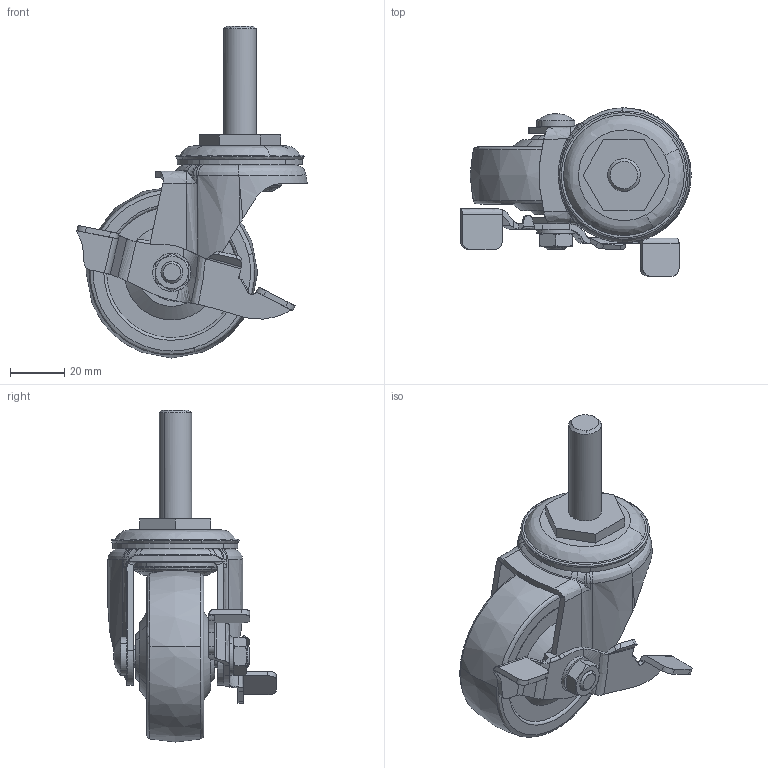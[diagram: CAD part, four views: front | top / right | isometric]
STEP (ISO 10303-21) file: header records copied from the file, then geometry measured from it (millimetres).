
FILE_DESCRIPTION((''),'2;1');
FILE_NAME('','2006-01-18T13:21:51',(''),(''),'','CADfix','');
FILE_SCHEMA(('AUTOMOTIVE_DESIGN'));
Length unit declared in the file: millimetre
Products named in the file (6): lever; axle; wheel; main shaft; body; No_305S_8972_36
Assembly tree (5 placements, depth 2):
  No_305S_8972_36
    lever
    axle
    wheel
    main shaft
    body
Bounding box: 84.7 x 61.75 x 122 mm (x, y, z)
Volume: 103133.3 mm3; surface area: 33948.9 mm2
Topology: 5 solids, 5 shells, 298 faces, 955 edges, 683 vertices
Faces by surface type: bspline 298
Entity records: 16112 total; most frequent: CARTESIAN_POINT 10413, ORIENTED_EDGE 1906, EDGE_CURVE 953, VERTEX_POINT 683, B_SPLINE_CURVE_WITH_KNOTS 680, EDGE_LOOP 326, FACE_OUTER_BOUND 298, ADVANCED_FACE 298
